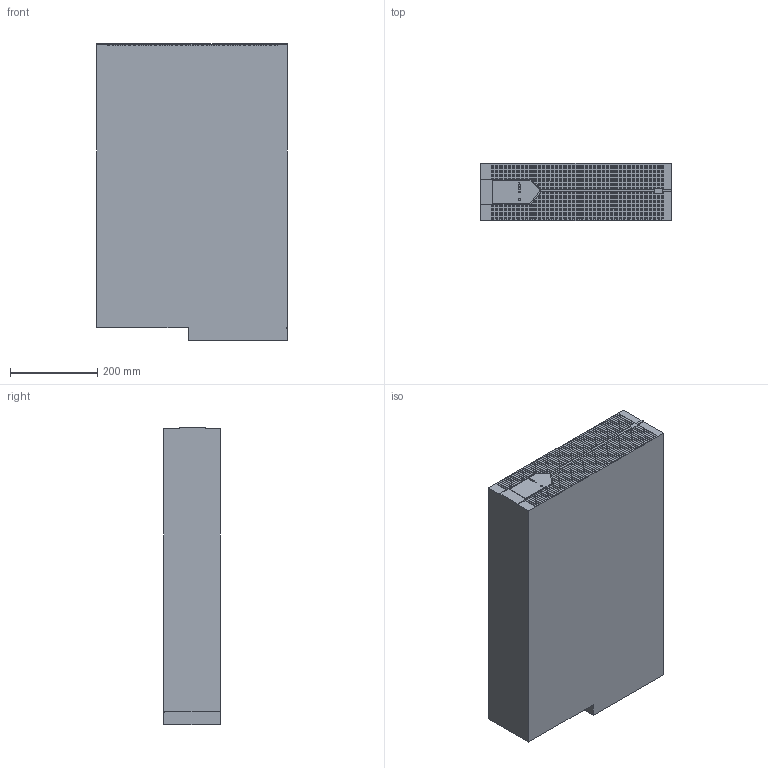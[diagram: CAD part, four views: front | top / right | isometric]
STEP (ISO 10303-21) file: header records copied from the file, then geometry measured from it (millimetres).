
FILE_DESCRIPTION (( 'STEP AP203' ), '1' );
FILE_NAME ('ÈÁÏ òèïà MPOR-030-2-00-BP, MPOR-040-2-00-BP.STEP', '2023-10-13T08:56:58', ( '' ), ( '' ), 'SwSTEP 2.0', 'SolidWorks 2022', '' );
FILE_SCHEMA (( 'CONFIG_CONTROL_DESIGN' ));
Products named in the file (1): ИБП типа MPOR-030-2-00-BP, MPOR-040-2-00-BP
Bounding box: 438 x 130 x 683 mm (x, y, z)
Volume: 37900579.1 mm3; surface area: 899037.4 mm2
Topology: 1 solids, 1 shells, 5055 faces, 15041 edges, 10025 vertices
Faces by surface type: plane 5045, cylinder 10
Entity records: 165956 total; most frequent: CARTESIAN_POINT 30122, ORIENTED_EDGE 30082, DIRECTION 25173, EDGE_CURVE 15041, VECTOR 15021, LINE 15021, VERTEX_POINT 10025, EDGE_LOOP 5092
